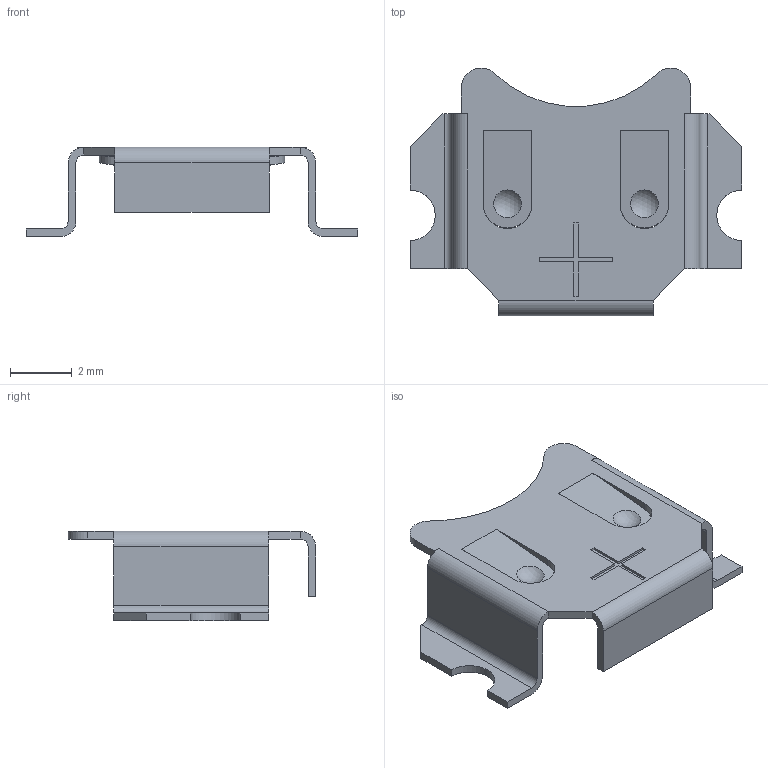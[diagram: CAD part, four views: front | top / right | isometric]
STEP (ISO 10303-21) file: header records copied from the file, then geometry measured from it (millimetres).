
FILE_DESCRIPTION((''),'2;1');
FILE_NAME('BATH_KEYSTONE_2998.stp','2014-07-03T11:00:33',(''),(''),'Mechanical Desktop 2011','Mechanical Desktop 2011',', , ');
FILE_SCHEMA(('AUTOMOTIVE_DESIGN { 1 2 10303 214 1 1 1 1 }'));
Length unit declared in the file: millimetre
Products named in the file (1): Product
Bounding box: 10.71 x 8 x 2.9 mm (x, y, z)
Volume: 24.5 mm3; surface area: 226.2 mm2
Topology: 8 solids, 8 shells, 91 faces, 220 edges, 148 vertices
Faces by surface type: plane 66, cylinder 19, sphere 4, bspline 2
Entity records: 2701 total; most frequent: CARTESIAN_POINT 466, DIRECTION 442, ORIENTED_EDGE 440, EDGE_CURVE 220, VECTOR 178, LINE 178, VERTEX_POINT 148, AXIS2_PLACEMENT_3D 132
